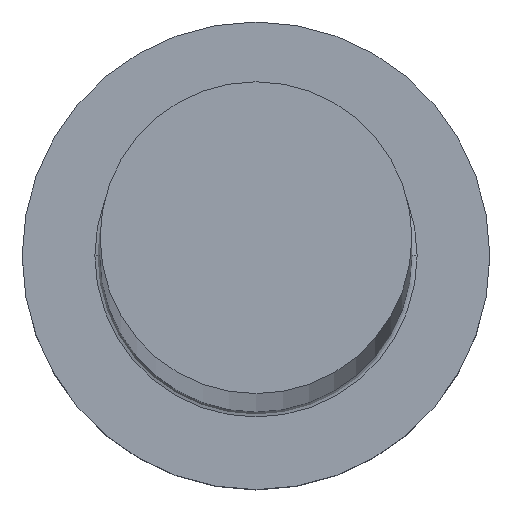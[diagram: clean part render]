
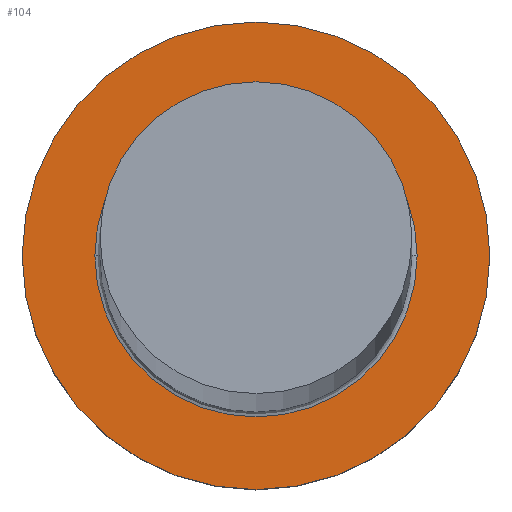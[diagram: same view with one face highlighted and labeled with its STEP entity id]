
A CAD part, top view. The second image highlights one B-rep face of the part: STEP entity #104.
In plain terms, the highlighted planar face has unit normal (0, 0, 1).
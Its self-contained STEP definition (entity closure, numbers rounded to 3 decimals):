
#20 = CARTESIAN_POINT ( 'NONE',  ( -9., 0., 7. ) ) ;
#25 = EDGE_CURVE ( 'NONE', #73, #151, #93, .T. ) ;
#32 = CIRCLE ( 'NONE', #129, 6.2 ) ;
#39 = VERTEX_POINT ( 'NONE', #108 ) ;
#41 = DIRECTION ( 'NONE',  ( 1., 0., 0. ) ) ;
#42 = CARTESIAN_POINT ( 'NONE',  ( 0., 0., 7. ) ) ;
#50 = AXIS2_PLACEMENT_3D ( 'NONE', #105, #78, #274 ) ;
#59 = EDGE_CURVE ( 'NONE', #39, #238, #135, .T. ) ;
#73 = VERTEX_POINT ( 'NONE', #128 ) ;
#78 = DIRECTION ( 'NONE',  ( 0., 0., 1. ) ) ;
#83 = FACE_OUTER_BOUND ( 'NONE', #299, .T. ) ;
#86 = CARTESIAN_POINT ( 'NONE',  ( 0., 0., 7. ) ) ;
#93 = CIRCLE ( 'NONE', #50, 9. ) ;
#104 = ADVANCED_FACE ( 'NONE', ( #253, #83 ), #131, .T. ) ;
#105 = CARTESIAN_POINT ( 'NONE',  ( 0., 0., 7. ) ) ;
#108 = CARTESIAN_POINT ( 'NONE',  ( -6.2, 0., 7. ) ) ;
#121 = EDGE_LOOP ( 'NONE', ( #215, #176 ) ) ;
#128 = CARTESIAN_POINT ( 'NONE',  ( 9., 0., 7. ) ) ;
#129 = AXIS2_PLACEMENT_3D ( 'NONE', #86, #205, #41 ) ;
#131 = PLANE ( 'NONE',  #233 ) ;
#135 = CIRCLE ( 'NONE', #144, 6.2 ) ;
#136 = DIRECTION ( 'NONE',  ( 0., 0., 1. ) ) ;
#144 = AXIS2_PLACEMENT_3D ( 'NONE', #222, #276, #229 ) ;
#151 = VERTEX_POINT ( 'NONE', #20 ) ;
#152 = DIRECTION ( 'NONE',  ( 0., 0., 1. ) ) ;
#176 = ORIENTED_EDGE ( 'NONE', *, *, #59, .T. ) ;
#179 = CIRCLE ( 'NONE', #282, 9. ) ;
#187 = EDGE_CURVE ( 'NONE', #151, #73, #179, .T. ) ;
#205 = DIRECTION ( 'NONE',  ( 0., 0., -1. ) ) ;
#209 = EDGE_CURVE ( 'NONE', #238, #39, #32, .T. ) ;
#215 = ORIENTED_EDGE ( 'NONE', *, *, #209, .T. ) ;
#222 = CARTESIAN_POINT ( 'NONE',  ( 0., 0., 7. ) ) ;
#229 = DIRECTION ( 'NONE',  ( 1., 0., 0. ) ) ;
#233 = AXIS2_PLACEMENT_3D ( 'NONE', #278, #152, #252 ) ;
#238 = VERTEX_POINT ( 'NONE', #258 ) ;
#241 = ORIENTED_EDGE ( 'NONE', *, *, #25, .T. ) ;
#252 = DIRECTION ( 'NONE',  ( 1., 0., 0. ) ) ;
#253 = FACE_BOUND ( 'NONE', #121, .T. ) ;
#258 = CARTESIAN_POINT ( 'NONE',  ( 6.2, 0., 7. ) ) ;
#268 = ORIENTED_EDGE ( 'NONE', *, *, #187, .T. ) ;
#274 = DIRECTION ( 'NONE',  ( 1., 0., 0. ) ) ;
#276 = DIRECTION ( 'NONE',  ( 0., 0., -1. ) ) ;
#278 = CARTESIAN_POINT ( 'NONE',  ( 0., 0., 7. ) ) ;
#282 = AXIS2_PLACEMENT_3D ( 'NONE', #42, #136, #285 ) ;
#285 = DIRECTION ( 'NONE',  ( 1., 0., 0. ) ) ;
#299 = EDGE_LOOP ( 'NONE', ( #268, #241 ) ) ;
